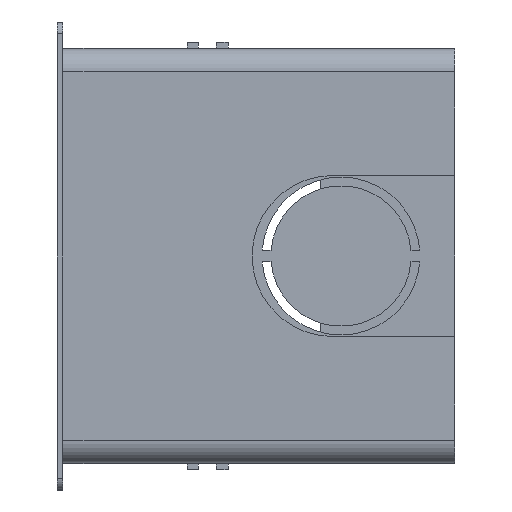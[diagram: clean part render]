
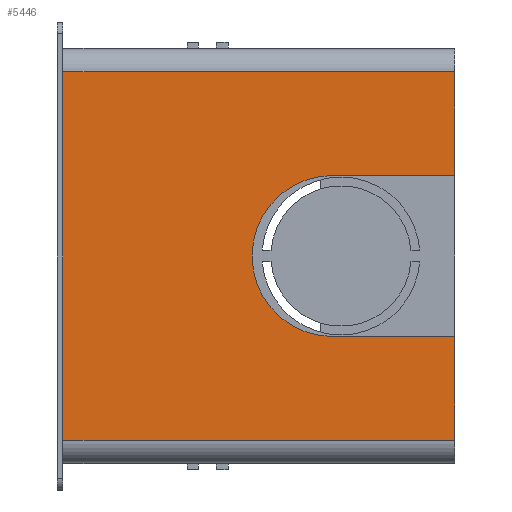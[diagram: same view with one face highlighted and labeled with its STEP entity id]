
A CAD part, left-side view. The second image highlights one B-rep face of the part: STEP entity #5446.
In plain terms, the highlighted face is planar.
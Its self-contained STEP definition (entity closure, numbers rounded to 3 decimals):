
#15 = CARTESIAN_POINT ( 'NONE',  ( 0., 46.087, 83. ) ) ;
#130 = LINE ( 'NONE', #8535, #5598 ) ;
#138 = AXIS2_PLACEMENT_3D ( 'NONE', #12526, #5945, #13614 ) ;
#139 = CARTESIAN_POINT ( 'NONE',  ( -13.759, 46.087, 83. ) ) ;
#467 = VERTEX_POINT ( 'NONE', #5397 ) ;
#605 = ORIENTED_EDGE ( 'NONE', *, *, #4058, .F. ) ;
#1114 = DIRECTION ( 'NONE',  ( 1., 0., 0. ) ) ;
#1145 = AXIS2_PLACEMENT_3D ( 'NONE', #15, #7673, #1114 ) ;
#2046 = CARTESIAN_POINT ( 'NONE',  ( -31.5, 67., 83. ) ) ;
#2118 = LINE ( 'NONE', #8349, #13417 ) ;
#2260 = VECTOR ( 'NONE', #7570, 1000. ) ;
#2320 = VERTEX_POINT ( 'NONE', #5716 ) ;
#3341 = CARTESIAN_POINT ( 'NONE',  ( 13.759, 67., 83. ) ) ;
#3380 = CARTESIAN_POINT ( 'NONE',  ( 31.5, 67., 83. ) ) ;
#3382 = CARTESIAN_POINT ( 'NONE',  ( -31.5, 67., 83. ) ) ;
#3630 = EDGE_LOOP ( 'NONE', ( #7683, #4416, #605, #12696, #8741, #7126, #11698, #9938 ) ) ;
#3765 = CIRCLE ( 'NONE', #1145, 13.759 ) ;
#4058 = EDGE_CURVE ( 'NONE', #13531, #9675, #5161, .T. ) ;
#4416 = ORIENTED_EDGE ( 'NONE', *, *, #4698, .F. ) ;
#4619 = LINE ( 'NONE', #139, #10106 ) ;
#4698 = EDGE_CURVE ( 'NONE', #9675, #5698, #4619, .T. ) ;
#4769 = FACE_OUTER_BOUND ( 'NONE', #3630, .T. ) ;
#5161 = LINE ( 'NONE', #6447, #2260 ) ;
#5397 = CARTESIAN_POINT ( 'NONE',  ( -31.5, 0., 83. ) ) ;
#5432 = CARTESIAN_POINT ( 'NONE',  ( -13.759, 67., 83. ) ) ;
#5446 = ADVANCED_FACE ( 'NONE', ( #4769 ), #8130, .F. ) ;
#5598 = VECTOR ( 'NONE', #9619, 1000. ) ;
#5698 = VERTEX_POINT ( 'NONE', #13005 ) ;
#5716 = CARTESIAN_POINT ( 'NONE',  ( 31.5, 0., 83. ) ) ;
#5781 = EDGE_CURVE ( 'NONE', #8249, #9999, #10587, .T. ) ;
#5945 = DIRECTION ( 'NONE',  ( 0., 0., -1. ) ) ;
#6024 = VECTOR ( 'NONE', #8853, 1000. ) ;
#6447 = CARTESIAN_POINT ( 'NONE',  ( -31.5, 67., 83. ) ) ;
#6684 = DIRECTION ( 'NONE',  ( 0., -1., 0. ) ) ;
#7126 = ORIENTED_EDGE ( 'NONE', *, *, #11927, .F. ) ;
#7241 = DIRECTION ( 'NONE',  ( 0., -1., 0. ) ) ;
#7379 = DIRECTION ( 'NONE',  ( 1., 0., 0. ) ) ;
#7570 = DIRECTION ( 'NONE',  ( 1., 0., 0. ) ) ;
#7673 = DIRECTION ( 'NONE',  ( 0., 0., 1. ) ) ;
#7683 = ORIENTED_EDGE ( 'NONE', *, *, #8212, .F. ) ;
#7684 = VECTOR ( 'NONE', #13258, 1000. ) ;
#8130 = PLANE ( 'NONE',  #138 ) ;
#8212 = EDGE_CURVE ( 'NONE', #5698, #8728, #3765, .T. ) ;
#8249 = VERTEX_POINT ( 'NONE', #3341 ) ;
#8349 = CARTESIAN_POINT ( 'NONE',  ( -31.5, 67., 83. ) ) ;
#8535 = CARTESIAN_POINT ( 'NONE',  ( 13.759, 46.087, 83. ) ) ;
#8728 = VERTEX_POINT ( 'NONE', #12557 ) ;
#8741 = ORIENTED_EDGE ( 'NONE', *, *, #11682, .T. ) ;
#8853 = DIRECTION ( 'NONE',  ( 0., -1., 0. ) ) ;
#9530 = CARTESIAN_POINT ( 'NONE',  ( -31.5, 0., 83. ) ) ;
#9560 = EDGE_CURVE ( 'NONE', #8728, #8249, #130, .T. ) ;
#9619 = DIRECTION ( 'NONE',  ( 0., 1., 0. ) ) ;
#9675 = VERTEX_POINT ( 'NONE', #5432 ) ;
#9805 = LINE ( 'NONE', #9530, #12375 ) ;
#9938 = ORIENTED_EDGE ( 'NONE', *, *, #9560, .F. ) ;
#9999 = VERTEX_POINT ( 'NONE', #10405 ) ;
#10106 = VECTOR ( 'NONE', #6684, 1000. ) ;
#10405 = CARTESIAN_POINT ( 'NONE',  ( 31.5, 67., 83. ) ) ;
#10587 = LINE ( 'NONE', #3382, #7684 ) ;
#11599 = EDGE_CURVE ( 'NONE', #13531, #467, #2118, .T. ) ;
#11682 = EDGE_CURVE ( 'NONE', #467, #2320, #9805, .T. ) ;
#11698 = ORIENTED_EDGE ( 'NONE', *, *, #5781, .F. ) ;
#11875 = LINE ( 'NONE', #3380, #6024 ) ;
#11927 = EDGE_CURVE ( 'NONE', #9999, #2320, #11875, .T. ) ;
#12375 = VECTOR ( 'NONE', #7379, 1000. ) ;
#12526 = CARTESIAN_POINT ( 'NONE',  ( -31.5, 67., 83. ) ) ;
#12557 = CARTESIAN_POINT ( 'NONE',  ( 13.759, 46.087, 83. ) ) ;
#12696 = ORIENTED_EDGE ( 'NONE', *, *, #11599, .T. ) ;
#13005 = CARTESIAN_POINT ( 'NONE',  ( -13.759, 46.087, 83. ) ) ;
#13258 = DIRECTION ( 'NONE',  ( 1., 0., 0. ) ) ;
#13417 = VECTOR ( 'NONE', #7241, 1000. ) ;
#13531 = VERTEX_POINT ( 'NONE', #2046 ) ;
#13614 = DIRECTION ( 'NONE',  ( -1., 0., 0. ) ) ;
